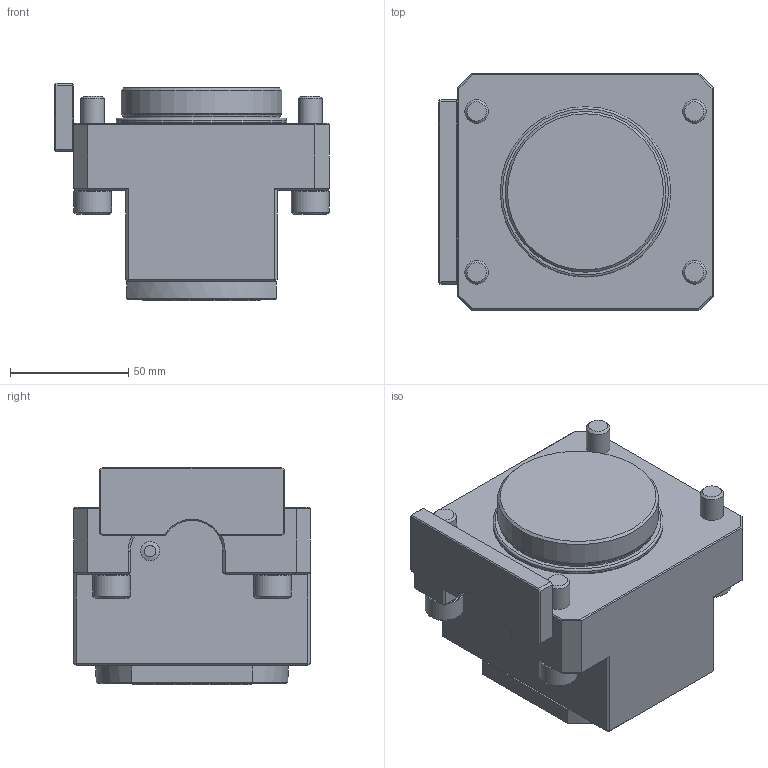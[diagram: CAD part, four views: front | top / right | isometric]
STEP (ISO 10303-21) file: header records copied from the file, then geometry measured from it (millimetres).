
FILE_DESCRIPTION(/* description */ (''),/* implementation_level */ '2;1');
FILE_NAME(/* name */ '1617096923347.stp',/* time_stamp */ '2021-03-30T11:35:29+02:00',/* author */ (''),/* organization */ ('SMS'),/* preprocessor_version */ 'ST-DEVELOPER v16.7',/* originating_system */ 'SIEMENS PLM Software NX 12.0',/* authorisation */ '');
FILE_SCHEMA (('AUTOMOTIVE_DESIGN { 1 0 10303 214 3 1 1 1 }'));
Length unit declared in the file: millimetre
Products named in the file (1): 203454804mod000_00
Bounding box: 116 x 100 x 92 mm (x, y, z)
Volume: 624874 mm3; surface area: 62138.9 mm2
Topology: 1 solids, 1 shells, 169 faces, 369 edges, 220 vertices
Faces by surface type: plane 120, cylinder 20, cone 20, sphere 5, torus 3, bspline 1
Full cylindrical faces by diameter (mm): 3 x1, 10 x4, 16 x4, 39.2 x1, 50 x1, 66.7 x1, 68 x1, 72.04 x1
Entity records: 4459 total; most frequent: CARTESIAN_POINT 945, DIRECTION 728, ORIENTED_EDGE 636, EDGE_CURVE 318, AXIS2_PLACEMENT_3D 255, EDGE_LOOP 221, LINE 218, VECTOR 218
